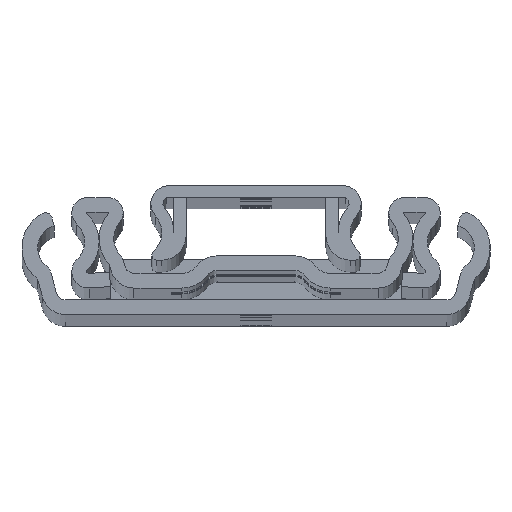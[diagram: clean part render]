
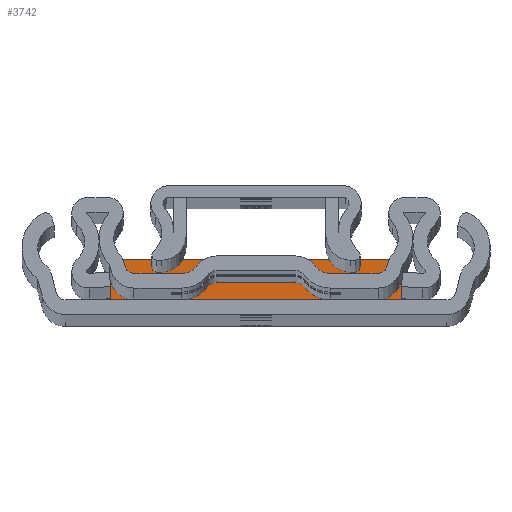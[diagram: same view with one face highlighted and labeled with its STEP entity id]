
A CAD part, top view. The second image highlights one B-rep face of the part: STEP entity #3742.
In plain terms, the highlighted planar face has unit normal (0, 0, 1).
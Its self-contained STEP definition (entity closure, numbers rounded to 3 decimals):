
#1202 = VERTEX_POINT ( 'NONE', #1601 ) ;
#1203 = VERTEX_POINT ( 'NONE', #1602 ) ;
#1204 = VERTEX_POINT ( 'NONE', #1603 ) ;
#1205 = VERTEX_POINT ( 'NONE', #1604 ) ;
#1601 = CARTESIAN_POINT ( 'NONE',  ( -25., 2.4, -556.4 ) ) ;
#1602 = CARTESIAN_POINT ( 'NONE',  ( -25., 11., -556.4 ) ) ;
#1603 = CARTESIAN_POINT ( 'NONE',  ( 25., 2.4, -556.4 ) ) ;
#1604 = CARTESIAN_POINT ( 'NONE',  ( 25., 11., -556.4 ) ) ;
#2991 = EDGE_LOOP ( 'NONE', ( #4009, #4010, #4011, #4012 ) ) ;
#3458 = EDGE_CURVE ( 'NONE', #1204, #1205, #9348, .T. ) ;
#3461 = EDGE_CURVE ( 'NONE', #1204, #1202, #9356, .T. ) ;
#3462 = EDGE_CURVE ( 'NONE', #1203, #1202, #9358, .T. ) ;
#3463 = EDGE_CURVE ( 'NONE', #1205, #1203, #9360, .T. ) ;
#3742 = ADVANCED_FACE ( 'NONE', ( #9775 ), #8946, .F. ) ;
#4009 = ORIENTED_EDGE ( 'NONE', *, *, #3462, .T. ) ;
#4010 = ORIENTED_EDGE ( 'NONE', *, *, #3461, .F. ) ;
#4011 = ORIENTED_EDGE ( 'NONE', *, *, #3458, .T. ) ;
#4012 = ORIENTED_EDGE ( 'NONE', *, *, #3463, .T. ) ;
#7338 = AXIS2_PLACEMENT_3D ( 'NONE', #8908, #8958, #8959 ) ;
#8193 = CARTESIAN_POINT ( 'NONE',  ( 25., -19.3, -556.4 ) ) ;
#8203 = DIRECTION ( 'NONE',  ( 0., 1., 0. ) ) ;
#8208 = CARTESIAN_POINT ( 'NONE',  ( 31.434, 2.4, -556.4 ) ) ;
#8209 = DIRECTION ( 'NONE',  ( -1., 0., 0. ) ) ;
#8210 = CARTESIAN_POINT ( 'NONE',  ( -25., -19.3, -556.4 ) ) ;
#8211 = DIRECTION ( 'NONE',  ( 0., -1., 0. ) ) ;
#8212 = CARTESIAN_POINT ( 'NONE',  ( -25., 11., -556.4 ) ) ;
#8213 = DIRECTION ( 'NONE',  ( -1., 0., 0. ) ) ;
#8908 = CARTESIAN_POINT ( 'NONE',  ( 25., 11., -556.4 ) ) ;
#8946 = PLANE ( 'NONE',  #7338 ) ;
#8958 = DIRECTION ( 'NONE',  ( 0., 0., -1. ) ) ;
#8959 = DIRECTION ( 'NONE',  ( -1., 0., 0. ) ) ;
#9348 = LINE ( 'NONE', #8193, #9350 ) ;
#9350 = VECTOR ( 'NONE', #8203, 1000. ) ;
#9356 = LINE ( 'NONE', #8208, #9357 ) ;
#9357 = VECTOR ( 'NONE', #8209, 1000. ) ;
#9358 = LINE ( 'NONE', #8210, #9359 ) ;
#9359 = VECTOR ( 'NONE', #8211, 1000. ) ;
#9360 = LINE ( 'NONE', #8212, #9361 ) ;
#9361 = VECTOR ( 'NONE', #8213, 1000. ) ;
#9775 = FACE_OUTER_BOUND ( 'NONE', #2991, .T. ) ;
